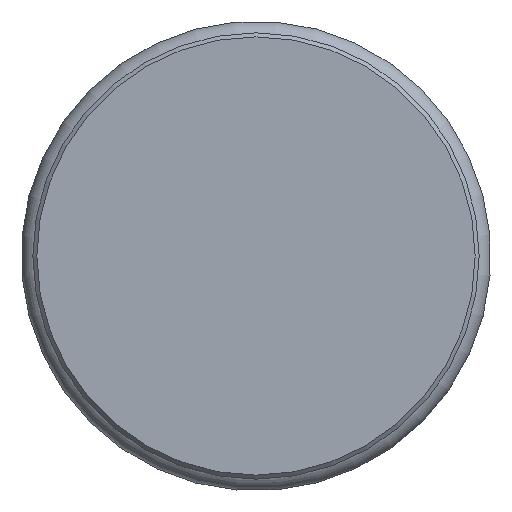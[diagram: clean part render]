
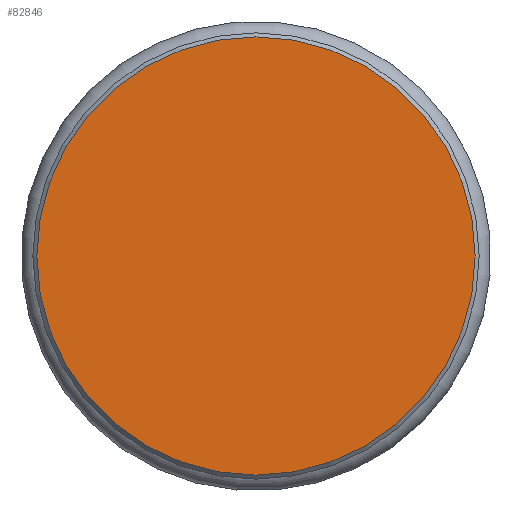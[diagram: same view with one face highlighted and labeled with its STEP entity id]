
A CAD part, left-side view. The second image highlights one B-rep face of the part: STEP entity #82846.
In plain terms, the highlighted planar face has unit normal (-1, 0, 0).
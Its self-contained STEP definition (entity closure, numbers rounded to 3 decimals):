
#82830=CARTESIAN_POINT('',(0.0,8.525,0.0));
#82831=DIRECTION('',(-1.0,0.0,0.0));
#82832=DIRECTION('',(0.0,0.0,1.0));
#82833=AXIS2_PLACEMENT_3D('',#82830,#82831,#82832);
#82834=PLANE('',#82833);
#82835=CARTESIAN_POINT('',(0.0,10.8,0.));
#82836=VERTEX_POINT('',#82835);
#82837=CARTESIAN_POINT('',(0.0,0.0,0.0));
#82838=DIRECTION('',(1.0,0.0,0.0));
#82839=DIRECTION('',(0.0,-1.0,0.0));
#82840=AXIS2_PLACEMENT_3D('',#82837,#82838,#82839);
#82841=CIRCLE('',#82840,10.8);
#82842=EDGE_CURVE('',#82836,#82836,#82841,.T.);
#82843=ORIENTED_EDGE('',*,*,#82842,.F.);
#82844=EDGE_LOOP('',(#82843));
#82845=FACE_OUTER_BOUND('',#82844,.T.);
#82846=ADVANCED_FACE('',(#82845),#82834,.T.);
